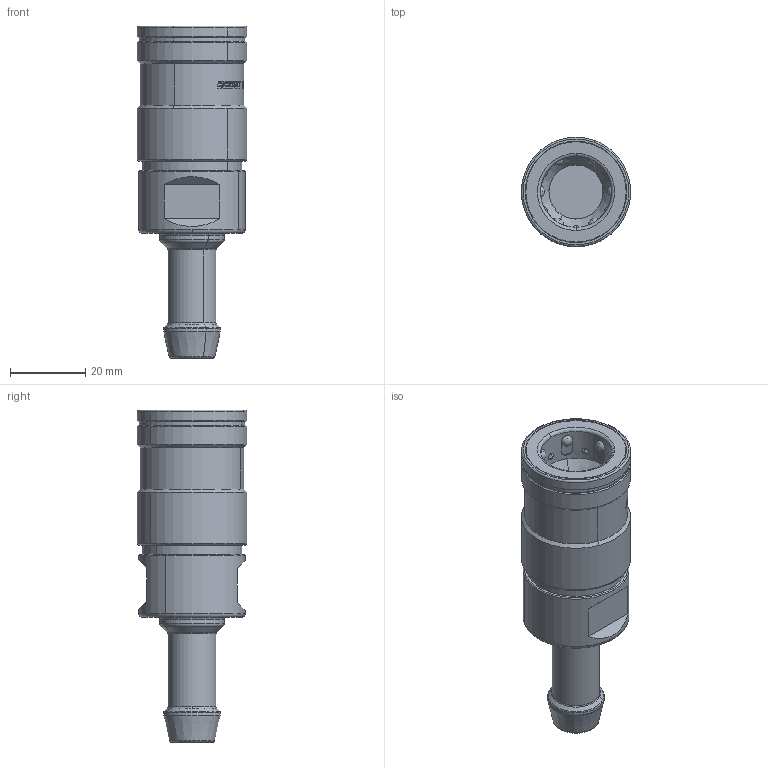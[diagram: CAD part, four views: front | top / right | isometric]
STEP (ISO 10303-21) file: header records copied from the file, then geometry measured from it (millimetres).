
FILE_DESCRIPTION (( 'STEP AP214' ), '1' );
FILE_NAME ('UQD 06S H13-RD-03.STEP', '2025-01-22T02:12:56', ( 'Windows 蚚誧' ), ( '' ), 'SwSTEP 2.0', 'SolidWorks 2023', '' );
FILE_SCHEMA (( 'AUTOMOTIVE_DESIGN' ));
Length unit declared in the file: millimetre
Products named in the file (1): UQD 06S H13-RD-03
Bounding box: 29 x 29 x 88 mm (x, y, z)
Volume: 32114.7 mm3; surface area: 9761.9 mm2
Topology: 1 solids, 5 shells, 481 faces, 1328 edges, 873 vertices
Faces by surface type: plane 161, cylinder 147, bspline 95, cone 28, torus 26, sphere 24
Entity records: 28622 total; most frequent: CARTESIAN_POINT 12467, ORIENTED_EDGE 2528, DIRECTION 1832, EDGE_CURVE 1264, VERTEX_POINT 829, AXIS2_PLACEMENT_3D 701, EDGE_LOOP 549, UNCERTAINTY_MEASURE_WITH_UNIT 483
